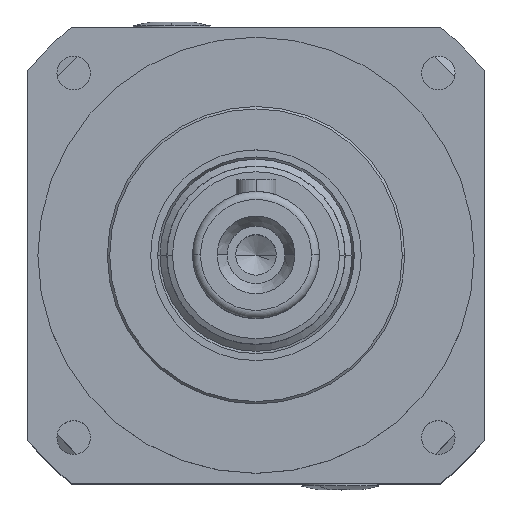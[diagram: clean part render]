
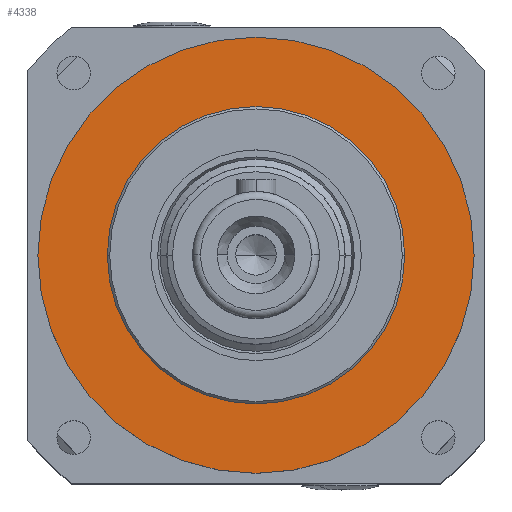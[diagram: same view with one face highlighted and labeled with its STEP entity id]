
A CAD part, top view. The second image highlights one B-rep face of the part: STEP entity #4338.
In plain terms, the highlighted planar face has unit normal (0, 0, 1).
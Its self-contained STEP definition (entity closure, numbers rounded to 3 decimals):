
#267 = ORIENTED_EDGE ( 'NONE', *, *, #9920, .F. ) ;
#268 = ORIENTED_EDGE ( 'NONE', *, *, #13947, .F. ) ;
#269 = ORIENTED_EDGE ( 'NONE', *, *, #13951, .T. ) ;
#274 = ORIENTED_EDGE ( 'NONE', *, *, #9919, .T. ) ;
#2719 = FACE_OUTER_BOUND ( 'NONE', #10211, .T. ) ;
#2722 = FACE_BOUND ( 'NONE', #10191, .T. ) ;
#3390 = CARTESIAN_POINT ( 'NONE',  ( 0., 0., 67. ) ) ;
#3396 = PLANE ( 'NONE',  #13779 ) ;
#3398 = DIRECTION ( 'NONE',  ( 0., 0., 1. ) ) ;
#3399 = DIRECTION ( 'NONE',  ( 1., 0., 0. ) ) ;
#4338 = ADVANCED_FACE ( 'NONE', ( #2719, #2722 ), #3396, .T. ) ;
#7335 = CARTESIAN_POINT ( 'NONE',  ( -55., 0., 67. ) ) ;
#7336 = CARTESIAN_POINT ( 'NONE',  ( 37.5, 0., 67. ) ) ;
#7339 = CARTESIAN_POINT ( 'NONE',  ( -37.5, 0., 67. ) ) ;
#7341 = CARTESIAN_POINT ( 'NONE',  ( 55., 0., 67. ) ) ;
#8322 = CIRCLE ( 'NONE', #10631, 55. ) ;
#8323 = CIRCLE ( 'NONE', #10632, 37.5 ) ;
#8430 = CIRCLE ( 'NONE', #10650, 37.5 ) ;
#8436 = CIRCLE ( 'NONE', #10652, 55. ) ;
#9125 = VERTEX_POINT ( 'NONE', #7335 ) ;
#9127 = VERTEX_POINT ( 'NONE', #7336 ) ;
#9131 = VERTEX_POINT ( 'NONE', #7339 ) ;
#9133 = VERTEX_POINT ( 'NONE', #7341 ) ;
#9919 = EDGE_CURVE ( 'NONE', #9125, #9133, #8322, .T. ) ;
#9920 = EDGE_CURVE ( 'NONE', #9127, #9131, #8323, .T. ) ;
#10191 = EDGE_LOOP ( 'NONE', ( #268, #267 ) ) ;
#10211 = EDGE_LOOP ( 'NONE', ( #274, #269 ) ) ;
#10631 = AXIS2_PLACEMENT_3D ( 'NONE', #12944, #12945, #12947 ) ;
#10632 = AXIS2_PLACEMENT_3D ( 'NONE', #12951, #12952, #12953 ) ;
#10650 = AXIS2_PLACEMENT_3D ( 'NONE', #13339, #13340, #13341 ) ;
#10652 = AXIS2_PLACEMENT_3D ( 'NONE', #13350, #13351, #13352 ) ;
#12944 = CARTESIAN_POINT ( 'NONE',  ( 0., 0., 67. ) ) ;
#12945 = DIRECTION ( 'NONE',  ( 0., 0., 1. ) ) ;
#12947 = DIRECTION ( 'NONE',  ( 1., 0., 0. ) ) ;
#12951 = CARTESIAN_POINT ( 'NONE',  ( 0., 0., 67. ) ) ;
#12952 = DIRECTION ( 'NONE',  ( 0., 0., 1. ) ) ;
#12953 = DIRECTION ( 'NONE',  ( 1., 0., 0. ) ) ;
#13339 = CARTESIAN_POINT ( 'NONE',  ( 0., 0., 67. ) ) ;
#13340 = DIRECTION ( 'NONE',  ( 0., 0., 1. ) ) ;
#13341 = DIRECTION ( 'NONE',  ( 1., 0., 0. ) ) ;
#13350 = CARTESIAN_POINT ( 'NONE',  ( 0., 0., 67. ) ) ;
#13351 = DIRECTION ( 'NONE',  ( 0., 0., 1. ) ) ;
#13352 = DIRECTION ( 'NONE',  ( 1., 0., 0. ) ) ;
#13779 = AXIS2_PLACEMENT_3D ( 'NONE', #3390, #3398, #3399 ) ;
#13947 = EDGE_CURVE ( 'NONE', #9131, #9127, #8430, .T. ) ;
#13951 = EDGE_CURVE ( 'NONE', #9133, #9125, #8436, .T. ) ;
